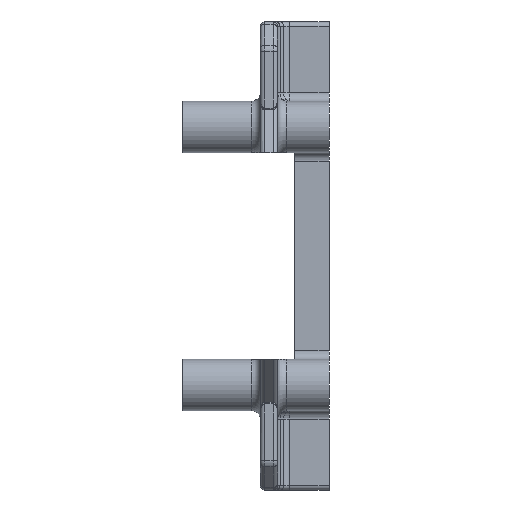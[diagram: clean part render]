
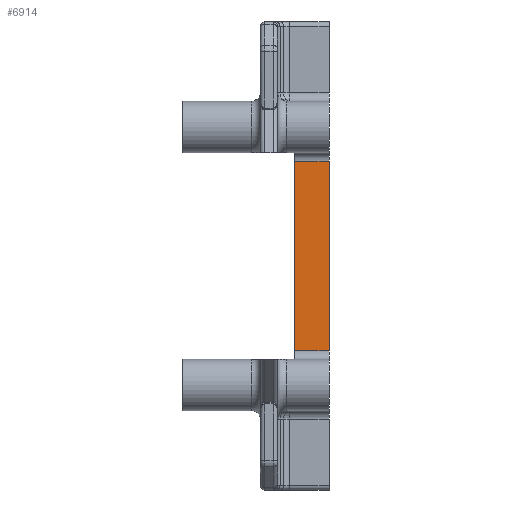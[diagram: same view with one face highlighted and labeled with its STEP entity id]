
A CAD part, left-side view. The second image highlights one B-rep face of the part: STEP entity #6914.
In plain terms, the highlighted planar face has unit normal (-1, 0, 0).
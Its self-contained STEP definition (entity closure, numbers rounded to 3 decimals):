
#206 = CARTESIAN_POINT ( 'NONE',  ( -17.2, 4., 0. ) ) ;
#474 = VERTEX_POINT ( 'NONE', #4294 ) ;
#565 = CARTESIAN_POINT ( 'NONE',  ( -17.2, 0., 11. ) ) ;
#581 = EDGE_LOOP ( 'NONE', ( #5768, #4646, #2565, #7352 ) ) ;
#666 = VECTOR ( 'NONE', #5086, 1000. ) ;
#1233 = PLANE ( 'NONE',  #2067 ) ;
#1610 = CARTESIAN_POINT ( 'NONE',  ( -17.2, 4., 11. ) ) ;
#1615 = DIRECTION ( 'NONE',  ( 0., 0., -1. ) ) ;
#2004 = EDGE_CURVE ( 'NONE', #7567, #3572, #5276, .T. ) ;
#2067 = AXIS2_PLACEMENT_3D ( 'NONE', #206, #3711, #7386 ) ;
#2390 = CARTESIAN_POINT ( 'NONE',  ( -17.2, 4., -11. ) ) ;
#2565 = ORIENTED_EDGE ( 'NONE', *, *, #2004, .T. ) ;
#3148 = CARTESIAN_POINT ( 'NONE',  ( -17.2, 0., 0. ) ) ;
#3572 = VERTEX_POINT ( 'NONE', #3775 ) ;
#3651 = VERTEX_POINT ( 'NONE', #565 ) ;
#3669 = FACE_OUTER_BOUND ( 'NONE', #581, .T. ) ;
#3711 = DIRECTION ( 'NONE',  ( -1., 0., 0. ) ) ;
#3775 = CARTESIAN_POINT ( 'NONE',  ( -17.2, 4., -11. ) ) ;
#4294 = CARTESIAN_POINT ( 'NONE',  ( -17.2, 0., -11. ) ) ;
#4646 = ORIENTED_EDGE ( 'NONE', *, *, #5980, .T. ) ;
#5086 = DIRECTION ( 'NONE',  ( 0., 0., -1. ) ) ;
#5270 = LINE ( 'NONE', #1610, #5690 ) ;
#5276 = LINE ( 'NONE', #7689, #7794 ) ;
#5690 = VECTOR ( 'NONE', #7685, 1000. ) ;
#5768 = ORIENTED_EDGE ( 'NONE', *, *, #5769, .F. ) ;
#5769 = EDGE_CURVE ( 'NONE', #3651, #474, #7376, .T. ) ;
#5980 = EDGE_CURVE ( 'NONE', #3651, #7567, #5270, .T. ) ;
#6375 = EDGE_CURVE ( 'NONE', #3572, #474, #7159, .T. ) ;
#6682 = CARTESIAN_POINT ( 'NONE',  ( -17.2, 4., 11. ) ) ;
#6914 = ADVANCED_FACE ( 'NONE', ( #3669 ), #1233, .T. ) ;
#7159 = LINE ( 'NONE', #2390, #7715 ) ;
#7237 = DIRECTION ( 'NONE',  ( 0., -1., 0. ) ) ;
#7352 = ORIENTED_EDGE ( 'NONE', *, *, #6375, .T. ) ;
#7376 = LINE ( 'NONE', #3148, #666 ) ;
#7386 = DIRECTION ( 'NONE',  ( 0., 0., 1. ) ) ;
#7567 = VERTEX_POINT ( 'NONE', #6682 ) ;
#7685 = DIRECTION ( 'NONE',  ( 0., 1., 0. ) ) ;
#7689 = CARTESIAN_POINT ( 'NONE',  ( -17.2, 4., 0. ) ) ;
#7715 = VECTOR ( 'NONE', #7237, 1000. ) ;
#7794 = VECTOR ( 'NONE', #1615, 1000. ) ;
